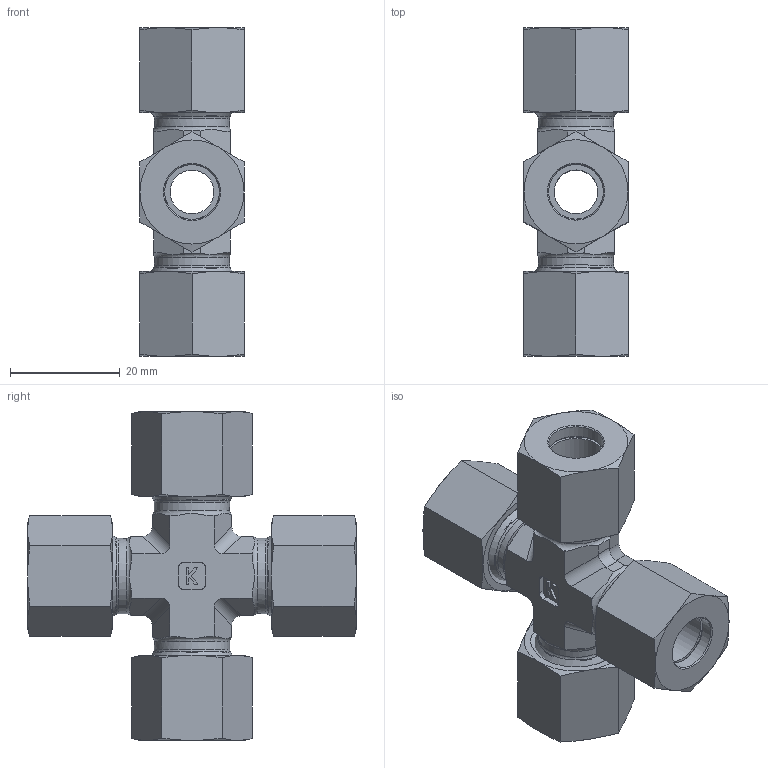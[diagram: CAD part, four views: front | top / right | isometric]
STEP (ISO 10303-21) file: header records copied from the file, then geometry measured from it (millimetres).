
FILE_DESCRIPTION((''),'2;1');
FILE_NAME('4961016.stp','2014-10-14T10:20:08',(''),('KNOMI spol. s r. o.'),'Autodesk Inventor 2012','Autodesk Inventor 2012','');
FILE_SCHEMA(('AUTOMOTIVE_DESIGN { 1 2 10303 214 0 1 1 1 }'));
Length unit declared in the file: millimetre
Products named in the file (4): KS2K 10L 4xM16; 4911016; 3911016; 40110
Assembly tree (9 placements, depth 2):
  KS2K 10L 4xM16
    4911016
    3911016  x4
    40110  x4
Bounding box: 19 x 60 x 60 mm (x, y, z)
Volume: 20377.9 mm3; surface area: 17313.3 mm2
Topology: 9 solids, 9 shells, 308 faces, 708 edges, 442 vertices
Faces by surface type: plane 156, cone 88, cylinder 52, torus 12
Full cylindrical faces by diameter (mm): 8 x4, 10 x12, 12.3 x4, 13.7 x4, 14 x4, 14.376 x4, 16 x4
Entity records: 5892 total; most frequent: CARTESIAN_POINT 1284, DIRECTION 906, ORIENTED_EDGE 804, EDGE_CURVE 402, AXIS2_PLACEMENT_3D 368, EDGE_LOOP 290, VERTEX_POINT 282, STYLED_ITEM 206
